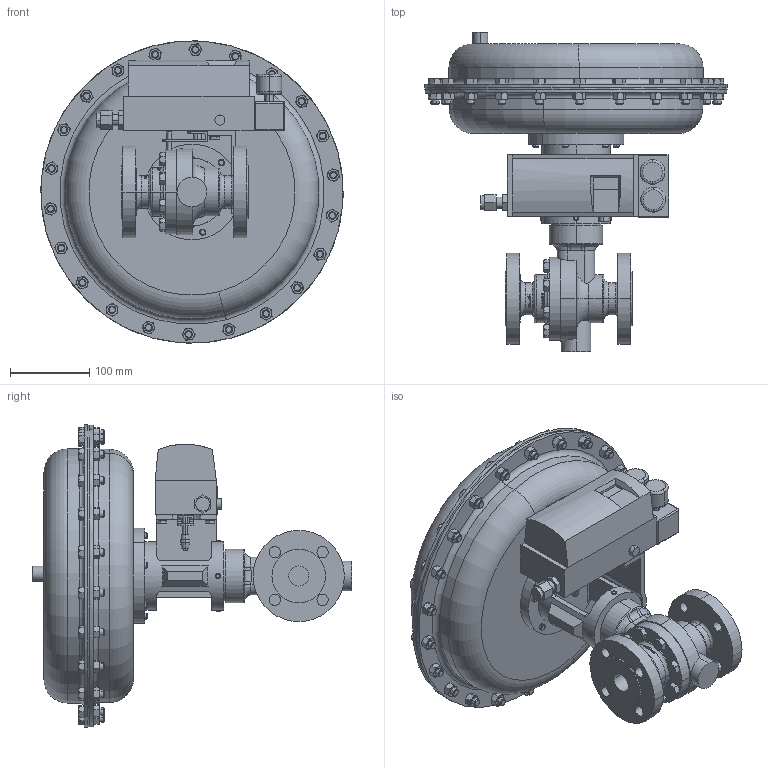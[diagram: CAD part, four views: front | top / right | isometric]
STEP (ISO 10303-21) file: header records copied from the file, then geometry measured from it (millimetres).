
FILE_DESCRIPTION (( 'STEP AP203' ), '1' );
FILE_NAME ('70SP-100-CS+S6-I8-85M-16IQ.STEP', '2017-09-11T17:31:10', ( '' ), ( '' ), 'SwSTEP 2.0', 'SolidWorks 2014', '' );
FILE_SCHEMA (( 'CONFIG_CONTROL_DESIGN' ));
Length unit declared in the file: inch
Products named in the file (1): 70SP-100-CS+S6-I8-85M-16IQ
Bounding box: 380.96 x 402.12 x 380.89 mm (x, y, z)
Volume: 11818074.2 mm3; surface area: 589911.2 mm2
Topology: 1 solids, 1 shells, 1476 faces, 3408 edges, 2067 vertices
Faces by surface type: plane 567, cone 522, cylinder 230, bspline 120, torus 35, sphere 2
Entity records: 62815 total; most frequent: CARTESIAN_POINT 31402, ORIENTED_EDGE 6808, DIRECTION 5912, EDGE_CURVE 3404, AXIS2_PLACEMENT_3D 2361, VERTEX_POINT 2067, EDGE_LOOP 1633, FACE_OUTER_BOUND 1476
